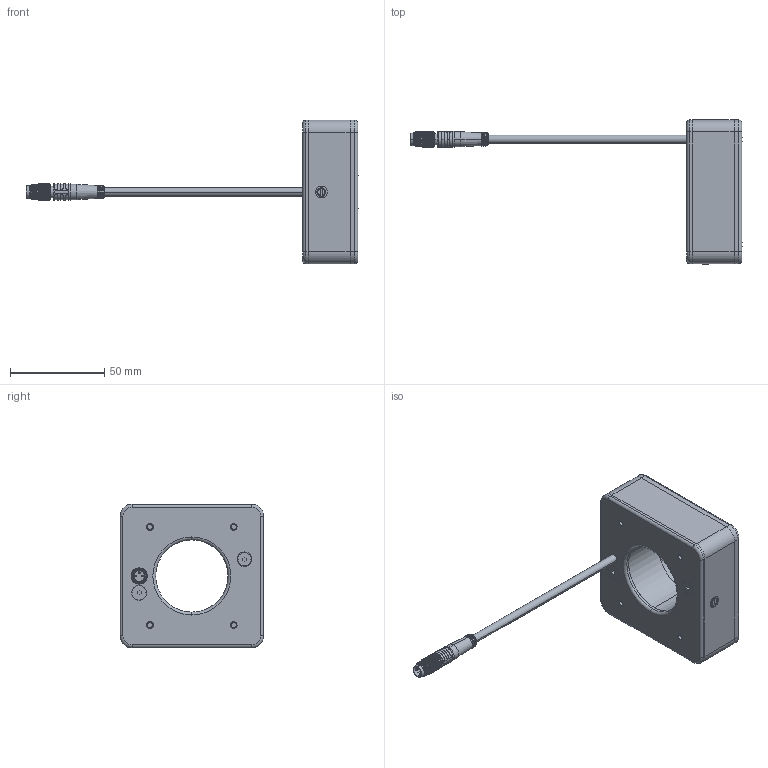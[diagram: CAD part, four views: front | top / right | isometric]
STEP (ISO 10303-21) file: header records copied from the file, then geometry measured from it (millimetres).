
FILE_DESCRIPTION((''),'2;1');
FILE_NAME('194520_ASM','2016-09-27T',('pdmadmin'),('BANNER ENGINEERING'),'PRO/ENGINEER BY PARAMETRIC TECHNOLOGY CORPORATION, 2016100','PRO/ENGINEER BY PARAMETRIC TECHNOLOGY CORPORATION, 2016100','');
FILE_SCHEMA(('CONFIG_CONTROL_DESIGN'));
Length unit declared in the file: inch
Products named in the file (16): 192100; 131481; 131635; 134650; 131477; 6X1_2_HEX_BHCS; 6X1_2_HEX_FHCS; 134039; 134036; 134045_ASM; 134018_OVERMOLD_3; 134038; CABLE_400_END-01_AF0; 135206_AF0_ASM; 127798; 194520_ASM
Assembly tree (19 placements, depth 4):
  194520_ASM
    192100
    131481
    131635
    134650
    131477
    6X1_2_HEX_BHCS  x2
    6X1_2_HEX_FHCS  x2
    135206_AF0_ASM
      134045_ASM
        134039
        134036  x3
      134018_OVERMOLD_3
      134038
      CABLE_400_END-01_AF0
    127798
Bounding box: 176.21 x 76.38 x 76.2 mm (x, y, z)
Volume: 73624 mm3; surface area: 54422.9 mm2
Topology: 17 solids, 21 shells, 2288 faces, 6476 edges, 4264 vertices
Faces by surface type: bspline 1092, cylinder 767, plane 331, cone 70, torus 16, sphere 6, revolution 6
Entity records: 118586 total; most frequent: CARTESIAN_POINT 72367, ORIENTED_EDGE 12628, EDGE_CURVE 6322, B_SPLINE_CURVE_WITH_KNOTS 4735, DIRECTION 4630, VERTEX_POINT 4176, EDGE_LOOP 2304, FACE_OUTER_BOUND 2218
